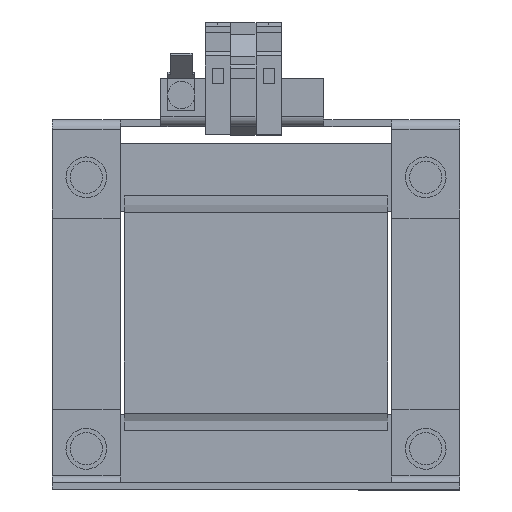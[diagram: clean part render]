
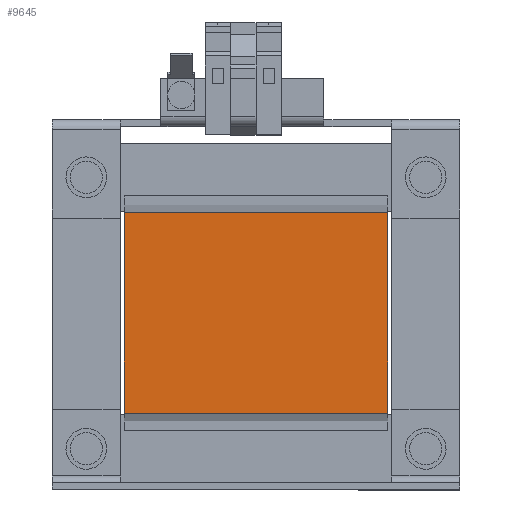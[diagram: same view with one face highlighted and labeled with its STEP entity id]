
A CAD part, top view. The second image highlights one B-rep face of the part: STEP entity #9645.
In plain terms, the highlighted planar face has unit normal (0, 0, 1).
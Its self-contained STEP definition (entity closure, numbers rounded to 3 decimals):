
#500 = VERTEX_POINT ( 'NONE', #5608 ) ;
#743 = CARTESIAN_POINT ( 'NONE',  ( 38.75, -29.5, 43.85 ) ) ;
#876 = VERTEX_POINT ( 'NONE', #743 ) ;
#1289 = DIRECTION ( 'NONE',  ( -1., 0., 0. ) ) ;
#1532 = DIRECTION ( 'NONE',  ( -1., 0., 0. ) ) ;
#1773 = VERTEX_POINT ( 'NONE', #11312 ) ;
#1963 = LINE ( 'NONE', #10866, #7174 ) ;
#3276 = CARTESIAN_POINT ( 'NONE',  ( 38.75, -29.5, 43.85 ) ) ;
#3660 = EDGE_CURVE ( 'NONE', #876, #500, #5850, .T. ) ;
#3674 = CARTESIAN_POINT ( 'NONE',  ( 38.75, 29.5, 43.85 ) ) ;
#4020 = DIRECTION ( 'NONE',  ( 0., -1., 0. ) ) ;
#4170 = PLANE ( 'NONE',  #5272 ) ;
#4728 = VECTOR ( 'NONE', #5856, 1000. ) ;
#5016 = CARTESIAN_POINT ( 'NONE',  ( -38.75, 29.5, 43.85 ) ) ;
#5272 = AXIS2_PLACEMENT_3D ( 'NONE', #6761, #6795, #1532 ) ;
#5444 = DIRECTION ( 'NONE',  ( 0., -1., 0. ) ) ;
#5507 = EDGE_LOOP ( 'NONE', ( #10949, #6416, #6932, #10814 ) ) ;
#5608 = CARTESIAN_POINT ( 'NONE',  ( -38.75, -29.5, 43.85 ) ) ;
#5850 = LINE ( 'NONE', #3276, #4728 ) ;
#5856 = DIRECTION ( 'NONE',  ( -1., 0., 0. ) ) ;
#6324 = VECTOR ( 'NONE', #5444, 1000. ) ;
#6416 = ORIENTED_EDGE ( 'NONE', *, *, #3660, .F. ) ;
#6460 = CARTESIAN_POINT ( 'NONE',  ( -38.75, 29.5, 43.85 ) ) ;
#6761 = CARTESIAN_POINT ( 'NONE',  ( 38.75, 29.5, 43.85 ) ) ;
#6795 = DIRECTION ( 'NONE',  ( 0., 0., -1. ) ) ;
#6932 = ORIENTED_EDGE ( 'NONE', *, *, #8896, .F. ) ;
#6989 = FACE_OUTER_BOUND ( 'NONE', #5507, .T. ) ;
#7174 = VECTOR ( 'NONE', #1289, 1000. ) ;
#7280 = LINE ( 'NONE', #5016, #9311 ) ;
#7849 = VERTEX_POINT ( 'NONE', #6460 ) ;
#8572 = EDGE_CURVE ( 'NONE', #7849, #500, #7280, .T. ) ;
#8896 = EDGE_CURVE ( 'NONE', #1773, #876, #11093, .T. ) ;
#9311 = VECTOR ( 'NONE', #4020, 1000. ) ;
#9645 = ADVANCED_FACE ( 'NONE', ( #6989 ), #4170, .F. ) ;
#10713 = EDGE_CURVE ( 'NONE', #1773, #7849, #1963, .T. ) ;
#10814 = ORIENTED_EDGE ( 'NONE', *, *, #10713, .T. ) ;
#10866 = CARTESIAN_POINT ( 'NONE',  ( 38.75, 29.5, 43.85 ) ) ;
#10949 = ORIENTED_EDGE ( 'NONE', *, *, #8572, .T. ) ;
#11093 = LINE ( 'NONE', #3674, #6324 ) ;
#11312 = CARTESIAN_POINT ( 'NONE',  ( 38.75, 29.5, 43.85 ) ) ;
